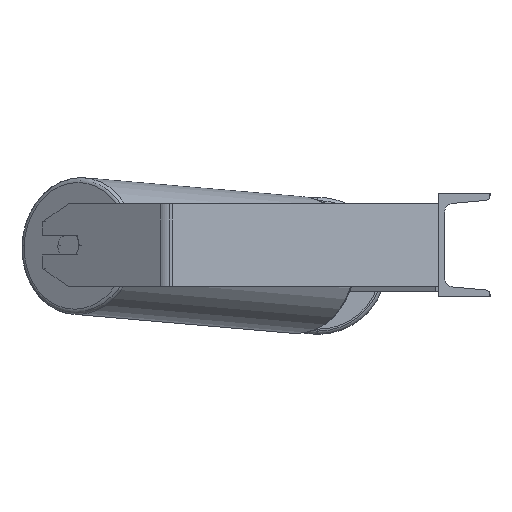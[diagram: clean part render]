
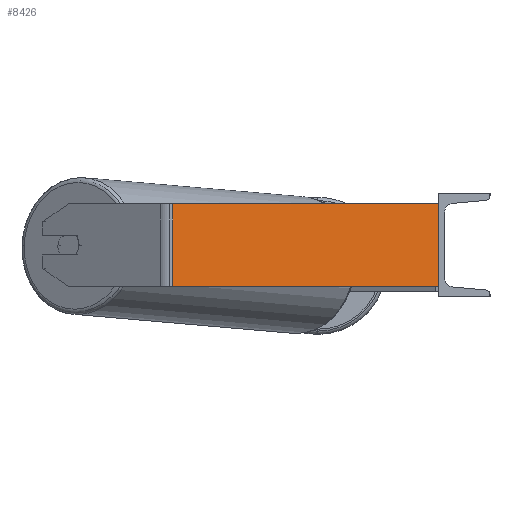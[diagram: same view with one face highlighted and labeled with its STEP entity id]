
A CAD part, left-side view. The second image highlights one B-rep face of the part: STEP entity #8426.
In plain terms, the highlighted planar face has unit normal (-0.985, -0.174, 0).
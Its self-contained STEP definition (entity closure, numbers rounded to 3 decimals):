
#87 = PLANE ( 'NONE',  #1147 ) ;
#332 = ORIENTED_EDGE ( 'NONE', *, *, #8892, .F. ) ;
#1118 = ORIENTED_EDGE ( 'NONE', *, *, #4277, .F. ) ;
#1147 = AXIS2_PLACEMENT_3D ( 'NONE', #1580, #4396, #7204 ) ;
#1580 = CARTESIAN_POINT ( 'NONE',  ( -631.551, 264.006, 40. ) ) ;
#1699 = VECTOR ( 'NONE', #5524, 1000. ) ;
#2294 = VECTOR ( 'NONE', #3259, 1000. ) ;
#2385 = LINE ( 'NONE', #5343, #2294 ) ;
#2724 = VECTOR ( 'NONE', #4003, 1000. ) ;
#3180 = DIRECTION ( 'NONE',  ( 0.174, -0.985, 0. ) ) ;
#3259 = DIRECTION ( 'NONE',  ( 0.174, -0.985, 0. ) ) ;
#3458 = CARTESIAN_POINT ( 'NONE',  ( -585., 0., -40. ) ) ;
#3489 = CARTESIAN_POINT ( 'NONE',  ( -585., 0., 40. ) ) ;
#3521 = EDGE_CURVE ( 'NONE', #4089, #5583, #4092, .T. ) ;
#3612 = FACE_OUTER_BOUND ( 'NONE', #6756, .T. ) ;
#4003 = DIRECTION ( 'NONE',  ( 0., 0., -1. ) ) ;
#4089 = VERTEX_POINT ( 'NONE', #6726 ) ;
#4092 = LINE ( 'NONE', #8970, #2724 ) ;
#4210 = EDGE_CURVE ( 'NONE', #5583, #8693, #2385, .T. ) ;
#4277 = EDGE_CURVE ( 'NONE', #5849, #8693, #6117, .T. ) ;
#4396 = DIRECTION ( 'NONE',  ( 0.985, 0.174, 0. ) ) ;
#5180 = CARTESIAN_POINT ( 'NONE',  ( -631.551, 264.006, 40. ) ) ;
#5343 = CARTESIAN_POINT ( 'NONE',  ( -631.551, 264.006, -40. ) ) ;
#5524 = DIRECTION ( 'NONE',  ( 0., 0., -1. ) ) ;
#5583 = VERTEX_POINT ( 'NONE', #8459 ) ;
#5849 = VERTEX_POINT ( 'NONE', #6673 ) ;
#6027 = VECTOR ( 'NONE', #3180, 1000. ) ;
#6117 = LINE ( 'NONE', #3489, #1699 ) ;
#6264 = ORIENTED_EDGE ( 'NONE', *, *, #4210, .T. ) ;
#6673 = CARTESIAN_POINT ( 'NONE',  ( -585., 0., 40. ) ) ;
#6726 = CARTESIAN_POINT ( 'NONE',  ( -630.401, 257.479, 40. ) ) ;
#6756 = EDGE_LOOP ( 'NONE', ( #6264, #1118, #332, #8112 ) ) ;
#7204 = DIRECTION ( 'NONE',  ( -0.174, 0.985, 0. ) ) ;
#8112 = ORIENTED_EDGE ( 'NONE', *, *, #3521, .T. ) ;
#8426 = ADVANCED_FACE ( 'NONE', ( #3612 ), #87, .F. ) ;
#8459 = CARTESIAN_POINT ( 'NONE',  ( -630.401, 257.479, -40. ) ) ;
#8671 = LINE ( 'NONE', #5180, #6027 ) ;
#8693 = VERTEX_POINT ( 'NONE', #3458 ) ;
#8892 = EDGE_CURVE ( 'NONE', #4089, #5849, #8671, .T. ) ;
#8970 = CARTESIAN_POINT ( 'NONE',  ( -630.401, 257.479, 40. ) ) ;
